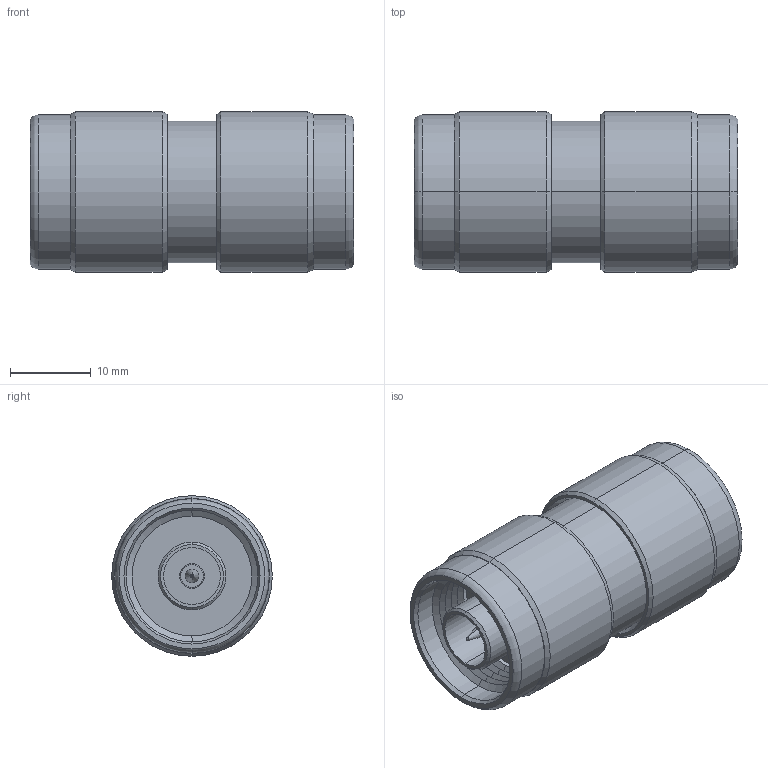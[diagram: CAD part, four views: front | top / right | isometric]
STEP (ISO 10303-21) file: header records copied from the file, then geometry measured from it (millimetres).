
FILE_DESCRIPTION (( 'STEP AP214' ), '1' );
FILE_NAME ('FMAD10046_3D.step', '2025-02-24T20:23:27', ( '' ), ( '' ), 'SwSTEP 2.0', 'SolidWorks 2022', '' );
FILE_SCHEMA (( 'AUTOMOTIVE_DESIGN' ));
Length unit declared in the file: inch
Products named in the file (1): FMAD10046_3D
Bounding box: 40.2 x 19.95 x 19.95 mm (x, y, z)
Volume: 8212.9 mm3; surface area: 6243.7 mm2
Topology: 1 solids, 1 shells, 138 faces, 276 edges, 154 vertices
Faces by surface type: cone 74, cylinder 40, plane 16, torus 8
Entity records: 3898 total; most frequent: DIRECTION 716, CARTESIAN_POINT 569, ORIENTED_EDGE 552, AXIS2_PLACEMENT_3D 301, EDGE_CURVE 276, CIRCLE 162, EDGE_LOOP 154, VERTEX_POINT 154
